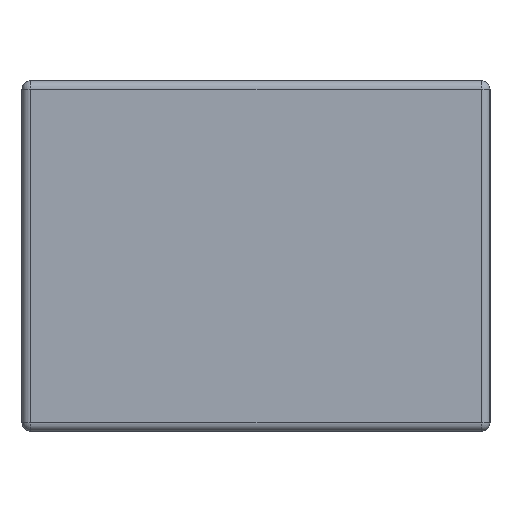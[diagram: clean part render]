
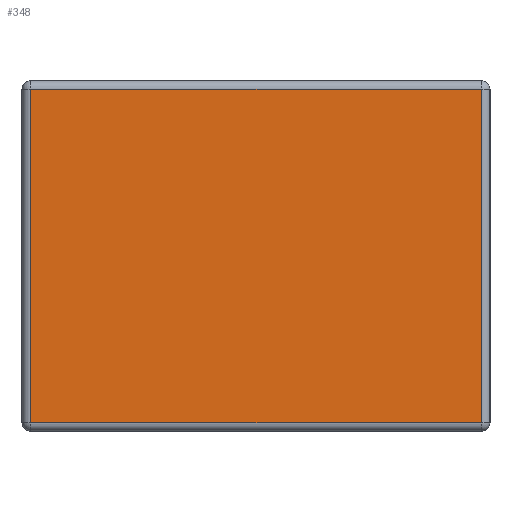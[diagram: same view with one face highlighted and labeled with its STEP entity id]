
A CAD part, left-side view. The second image highlights one B-rep face of the part: STEP entity #348.
In plain terms, the highlighted planar face has unit normal (-1, 0, 0).
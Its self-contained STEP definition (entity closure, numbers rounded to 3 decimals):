
#41 = EDGE_LOOP ( 'NONE', ( #868, #266, #805, #131 ) ) ;
#52 = PLANE ( 'NONE',  #328 ) ;
#100 = CARTESIAN_POINT ( 'NONE',  ( -0.75, -0.385, 0.585 ) ) ;
#107 = EDGE_CURVE ( 'NONE', #927, #639, #466, .T. ) ;
#131 = ORIENTED_EDGE ( 'NONE', *, *, #275, .T. ) ;
#165 = DIRECTION ( 'NONE',  ( 0., 1., 0. ) ) ;
#167 = CARTESIAN_POINT ( 'NONE',  ( -0.75, 0.4, 0.585 ) ) ;
#191 = DIRECTION ( 'NONE',  ( 0., 0., 1. ) ) ;
#206 = CARTESIAN_POINT ( 'NONE',  ( -0.75, -0.385, 0.6 ) ) ;
#220 = LINE ( 'NONE', #620, #514 ) ;
#266 = ORIENTED_EDGE ( 'NONE', *, *, #924, .T. ) ;
#275 = EDGE_CURVE ( 'NONE', #639, #667, #894, .T. ) ;
#328 = AXIS2_PLACEMENT_3D ( 'NONE', #1084, #873, #852 ) ;
#348 = ADVANCED_FACE ( 'NONE', ( #358 ), #52, .T. ) ;
#358 = FACE_OUTER_BOUND ( 'NONE', #41, .T. ) ;
#360 = VECTOR ( 'NONE', #165, 1000. ) ;
#466 = LINE ( 'NONE', #167, #360 ) ;
#514 = VECTOR ( 'NONE', #616, 1000. ) ;
#543 = CARTESIAN_POINT ( 'NONE',  ( -0.75, 0.385, 0.6 ) ) ;
#576 = DIRECTION ( 'NONE',  ( 0., 0., -1. ) ) ;
#616 = DIRECTION ( 'NONE',  ( 0., -1., 0. ) ) ;
#620 = CARTESIAN_POINT ( 'NONE',  ( -0.75, -0.4, 0.015 ) ) ;
#639 = VERTEX_POINT ( 'NONE', #878 ) ;
#667 = VERTEX_POINT ( 'NONE', #1044 ) ;
#681 = VECTOR ( 'NONE', #576, 1000. ) ;
#687 = VERTEX_POINT ( 'NONE', #1092 ) ;
#701 = EDGE_CURVE ( 'NONE', #667, #687, #220, .T. ) ;
#780 = VECTOR ( 'NONE', #191, 1000. ) ;
#805 = ORIENTED_EDGE ( 'NONE', *, *, #107, .T. ) ;
#852 = DIRECTION ( 'NONE',  ( 0., 0., 1. ) ) ;
#868 = ORIENTED_EDGE ( 'NONE', *, *, #701, .T. ) ;
#873 = DIRECTION ( 'NONE',  ( -1., 0., 0. ) ) ;
#878 = CARTESIAN_POINT ( 'NONE',  ( -0.75, 0.385, 0.585 ) ) ;
#894 = LINE ( 'NONE', #543, #681 ) ;
#897 = LINE ( 'NONE', #206, #780 ) ;
#924 = EDGE_CURVE ( 'NONE', #687, #927, #897, .T. ) ;
#927 = VERTEX_POINT ( 'NONE', #100 ) ;
#1044 = CARTESIAN_POINT ( 'NONE',  ( -0.75, 0.385, 0.015 ) ) ;
#1084 = CARTESIAN_POINT ( 'NONE',  ( -0.75, -0.4, 0.6 ) ) ;
#1092 = CARTESIAN_POINT ( 'NONE',  ( -0.75, -0.385, 0.015 ) ) ;
